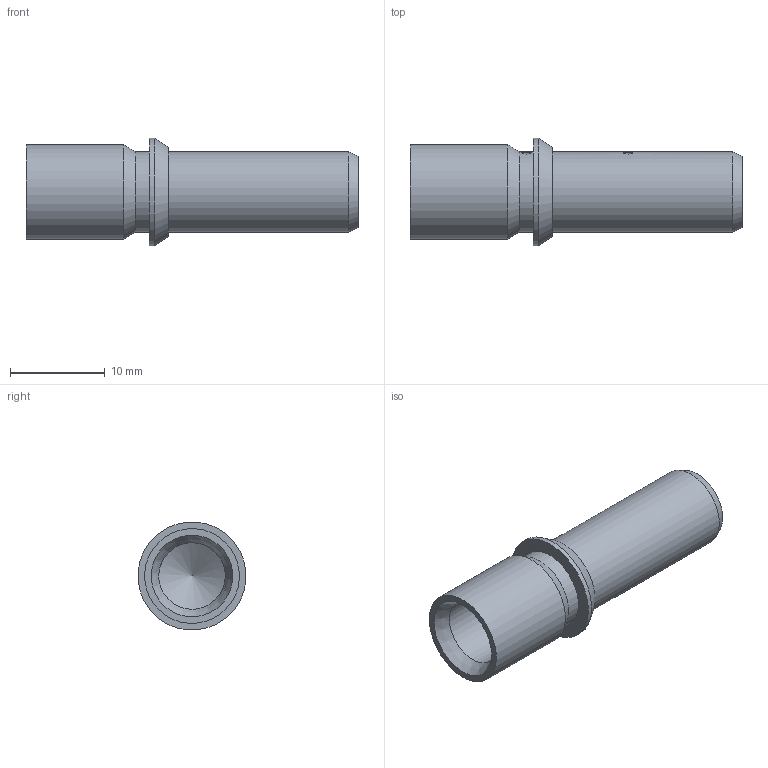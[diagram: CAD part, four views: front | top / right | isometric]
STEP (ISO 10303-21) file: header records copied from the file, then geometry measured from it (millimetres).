
FILE_DESCRIPTION(/* description */ (''),/* implementation_level */ '2;1');
FILE_NAME(/* name */ 'FM21S-120-25-01_1010090000002.stp',/* time_stamp */ '2023-07-31T14:31:19+08:00',/* author */ (''),/* organization */ (''),/* preprocessor_version */ 'ST-DEVELOPER v11',/* originating_system */ 'SIEMENS PLM Software NX 7.5',/* authorisation */ '');
FILE_SCHEMA (('CONFIG_CONTROL_DESIGN'));
Length unit declared in the file: millimetre
Products named in the file (1): _model2
Bounding box: 35 x 11.37 x 11.37 mm (x, y, z)
Volume: 1284.6 mm3; surface area: 2025.9 mm2
Topology: 1 solids, 1 shells, 100 faces, 389 edges, 258 vertices
Faces by surface type: bspline 78, cylinder 10, cone 6, plane 6
Full cylindrical faces by diameter (mm): 1 x2, 6.1 x2, 6.8 x1, 7 x1, 8.5 x2, 10 x1, 11.4 x1
Entity records: 13729 total; most frequent: CARTESIAN_POINT 11232, ORIENTED_EDGE 728, EDGE_CURVE 364, B_SPLINE_CURVE_WITH_KNOTS 291, VERTEX_POINT 250, DIRECTION 154, EDGE_LOOP 122, ADVANCED_FACE 100
